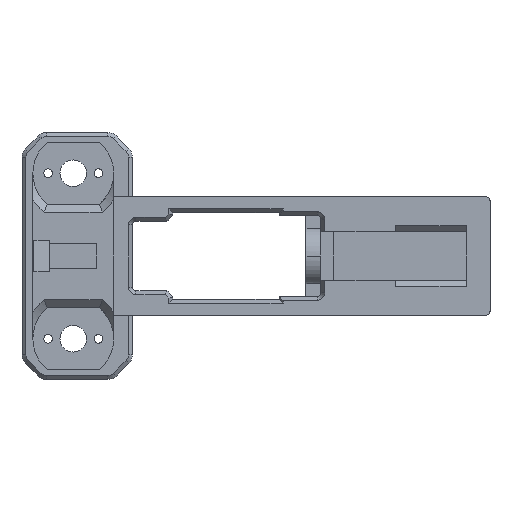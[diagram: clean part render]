
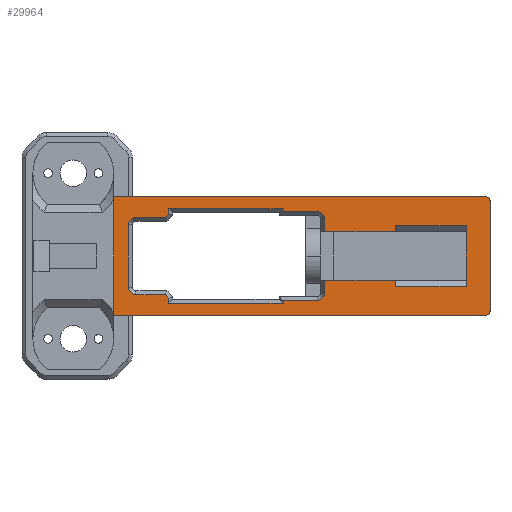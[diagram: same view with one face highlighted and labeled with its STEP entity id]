
A CAD part, front view. The second image highlights one B-rep face of the part: STEP entity #29964.
In plain terms, the highlighted planar face has unit normal (0, -1, 0).
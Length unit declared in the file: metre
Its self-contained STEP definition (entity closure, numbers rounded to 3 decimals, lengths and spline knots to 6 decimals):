
#874=CIRCLE('',#31680,0.001);
#875=CIRCLE('',#31681,0.001);
#876=CIRCLE('',#31682,0.0019);
#877=CIRCLE('',#31683,0.0019);
#878=CIRCLE('',#31684,0.0019);
#879=CIRCLE('',#31685,0.0019);
#2701=ORIENTED_EDGE('',*,*,#10912,.T.);
#2702=ORIENTED_EDGE('',*,*,#10965,.F.);
#2703=ORIENTED_EDGE('',*,*,#10966,.F.);
#2704=ORIENTED_EDGE('',*,*,#10967,.T.);
#2705=ORIENTED_EDGE('',*,*,#10901,.F.);
#2706=ORIENTED_EDGE('',*,*,#10063,.T.);
#2707=ORIENTED_EDGE('',*,*,#10968,.F.);
#2708=ORIENTED_EDGE('',*,*,#10969,.F.);
#2709=ORIENTED_EDGE('',*,*,#10970,.T.);
#2710=ORIENTED_EDGE('',*,*,#10971,.T.);
#2711=ORIENTED_EDGE('',*,*,#10972,.T.);
#2712=ORIENTED_EDGE('',*,*,#10973,.T.);
#2713=ORIENTED_EDGE('',*,*,#10974,.T.);
#2714=ORIENTED_EDGE('',*,*,#10975,.T.);
#2715=ORIENTED_EDGE('',*,*,#10976,.T.);
#2716=ORIENTED_EDGE('',*,*,#10977,.T.);
#2717=ORIENTED_EDGE('',*,*,#10978,.T.);
#2718=ORIENTED_EDGE('',*,*,#10979,.T.);
#2719=ORIENTED_EDGE('',*,*,#10980,.T.);
#2720=ORIENTED_EDGE('',*,*,#10981,.T.);
#2721=ORIENTED_EDGE('',*,*,#10982,.T.);
#2722=ORIENTED_EDGE('',*,*,#10983,.T.);
#2723=ORIENTED_EDGE('',*,*,#10984,.T.);
#2724=ORIENTED_EDGE('',*,*,#10985,.T.);
#2725=ORIENTED_EDGE('',*,*,#10986,.T.);
#2726=ORIENTED_EDGE('',*,*,#10987,.T.);
#2727=ORIENTED_EDGE('',*,*,#10988,.T.);
#2728=ORIENTED_EDGE('',*,*,#10989,.T.);
#2729=ORIENTED_EDGE('',*,*,#10990,.F.);
#2730=ORIENTED_EDGE('',*,*,#10991,.T.);
#2731=ORIENTED_EDGE('',*,*,#10992,.T.);
#2732=ORIENTED_EDGE('',*,*,#10993,.F.);
#10063=EDGE_CURVE('',#14525,#14538,#17501,.T.);
#10901=EDGE_CURVE('',#14525,#15085,#17972,.T.);
#10912=EDGE_CURVE('',#14538,#15094,#17979,.T.);
#10965=EDGE_CURVE('',#15123,#15094,#874,.T.);
#10966=EDGE_CURVE('',#15124,#15123,#18004,.T.);
#10967=EDGE_CURVE('',#15124,#15085,#875,.T.);
#10968=EDGE_CURVE('',#15125,#15126,#18005,.T.);
#10969=EDGE_CURVE('',#15127,#15125,#18006,.T.);
#10970=EDGE_CURVE('',#15127,#15128,#18007,.T.);
#10971=EDGE_CURVE('',#15128,#15129,#876,.T.);
#10972=EDGE_CURVE('',#15129,#15130,#18008,.T.);
#10973=EDGE_CURVE('',#15130,#15131,#18009,.T.);
#10974=EDGE_CURVE('',#15131,#15132,#18010,.T.);
#10975=EDGE_CURVE('',#15132,#15133,#18011,.T.);
#10976=EDGE_CURVE('',#15133,#15134,#18012,.T.);
#10977=EDGE_CURVE('',#15134,#15135,#18013,.T.);
#10978=EDGE_CURVE('',#15135,#15136,#877,.T.);
#10979=EDGE_CURVE('',#15136,#15137,#18014,.T.);
#10980=EDGE_CURVE('',#15137,#15138,#878,.T.);
#10981=EDGE_CURVE('',#15138,#15139,#18015,.T.);
#10982=EDGE_CURVE('',#15139,#15140,#18016,.T.);
#10983=EDGE_CURVE('',#15140,#15141,#18017,.T.);
#10984=EDGE_CURVE('',#15141,#15142,#18018,.T.);
#10985=EDGE_CURVE('',#15142,#15143,#18019,.T.);
#10986=EDGE_CURVE('',#15143,#15144,#18020,.T.);
#10987=EDGE_CURVE('',#15144,#15145,#879,.T.);
#10988=EDGE_CURVE('',#15145,#15146,#18021,.T.);
#10989=EDGE_CURVE('',#15146,#15147,#18022,.T.);
#10990=EDGE_CURVE('',#15148,#15147,#18023,.T.);
#10991=EDGE_CURVE('',#15148,#15149,#18024,.T.);
#10992=EDGE_CURVE('',#15149,#15150,#18025,.T.);
#10993=EDGE_CURVE('',#15126,#15150,#18026,.T.);
#14525=VERTEX_POINT('',#40449);
#14538=VERTEX_POINT('',#40483);
#15085=VERTEX_POINT('',#44661);
#15094=VERTEX_POINT('',#44687);
#15123=VERTEX_POINT('',#44819);
#15124=VERTEX_POINT('',#44821);
#15125=VERTEX_POINT('',#44824);
#15126=VERTEX_POINT('',#44825);
#15127=VERTEX_POINT('',#44827);
#15128=VERTEX_POINT('',#44829);
#15129=VERTEX_POINT('',#44831);
#15130=VERTEX_POINT('',#44833);
#15131=VERTEX_POINT('',#44835);
#15132=VERTEX_POINT('',#44837);
#15133=VERTEX_POINT('',#44839);
#15134=VERTEX_POINT('',#44841);
#15135=VERTEX_POINT('',#44843);
#15136=VERTEX_POINT('',#44845);
#15137=VERTEX_POINT('',#44847);
#15138=VERTEX_POINT('',#44849);
#15139=VERTEX_POINT('',#44851);
#15140=VERTEX_POINT('',#44853);
#15141=VERTEX_POINT('',#44855);
#15142=VERTEX_POINT('',#44857);
#15143=VERTEX_POINT('',#44859);
#15144=VERTEX_POINT('',#44861);
#15145=VERTEX_POINT('',#44863);
#15146=VERTEX_POINT('',#44865);
#15147=VERTEX_POINT('',#44867);
#15148=VERTEX_POINT('',#44869);
#15149=VERTEX_POINT('',#44871);
#15150=VERTEX_POINT('',#44873);
#17501=LINE('',#40484,#21302);
#17972=LINE('',#44660,#21773);
#17979=LINE('',#44688,#21780);
#18004=LINE('',#44820,#21805);
#18005=LINE('',#44823,#21806);
#18006=LINE('',#44826,#21807);
#18007=LINE('',#44828,#21808);
#18008=LINE('',#44832,#21809);
#18009=LINE('',#44834,#21810);
#18010=LINE('',#44836,#21811);
#18011=LINE('',#44838,#21812);
#18012=LINE('',#44840,#21813);
#18013=LINE('',#44842,#21814);
#18014=LINE('',#44846,#21815);
#18015=LINE('',#44850,#21816);
#18016=LINE('',#44852,#21817);
#18017=LINE('',#44854,#21818);
#18018=LINE('',#44856,#21819);
#18019=LINE('',#44858,#21820);
#18020=LINE('',#44860,#21821);
#18021=LINE('',#44864,#21822);
#18022=LINE('',#44866,#21823);
#18023=LINE('',#44868,#21824);
#18024=LINE('',#44870,#21825);
#18025=LINE('',#44872,#21826);
#18026=LINE('',#44874,#21827);
#21302=VECTOR('',#33108,1.);
#21773=VECTOR('',#34347,1.);
#21780=VECTOR('',#34360,1.);
#21805=VECTOR('',#34469,1.);
#21806=VECTOR('',#34472,1.);
#21807=VECTOR('',#34473,1.);
#21808=VECTOR('',#34474,1.);
#21809=VECTOR('',#34477,1.);
#21810=VECTOR('',#34478,1.);
#21811=VECTOR('',#34479,1.);
#21812=VECTOR('',#34480,1.);
#21813=VECTOR('',#34481,1.);
#21814=VECTOR('',#34482,1.);
#21815=VECTOR('',#34485,1.);
#21816=VECTOR('',#34488,1.);
#21817=VECTOR('',#34489,1.);
#21818=VECTOR('',#34490,1.);
#21819=VECTOR('',#34491,1.);
#21820=VECTOR('',#34492,1.);
#21821=VECTOR('',#34493,1.);
#21822=VECTOR('',#34496,1.);
#21823=VECTOR('',#34497,1.);
#21824=VECTOR('',#34498,1.);
#21825=VECTOR('',#34499,1.);
#21826=VECTOR('',#34500,1.);
#21827=VECTOR('',#34501,1.);
#25385=EDGE_LOOP('',(#2701,#2702,#2703,#2704,#2705,#2706));
#25386=EDGE_LOOP('',(#2707,#2708,#2709,#2710,#2711,#2712,#2713,#2714,#2715,
#2716,#2717,#2718,#2719,#2720,#2721,#2722,#2723,#2724,#2725,#2726,#2727,
#2728,#2729,#2730,#2731,#2732));
#27052=FACE_BOUND('',#25385,.T.);
#27053=FACE_BOUND('',#25386,.T.);
#28534=PLANE('',#31679);
#29964=ADVANCED_FACE('',(#27052,#27053),#28534,.T.);
#31679=AXIS2_PLACEMENT_3D('',#44817,#34465,#34466);
#31680=AXIS2_PLACEMENT_3D('',#44818,#34467,#34468);
#31681=AXIS2_PLACEMENT_3D('',#44822,#34470,#34471);
#31682=AXIS2_PLACEMENT_3D('',#44830,#34475,#34476);
#31683=AXIS2_PLACEMENT_3D('',#44844,#34483,#34484);
#31684=AXIS2_PLACEMENT_3D('',#44848,#34486,#34487);
#31685=AXIS2_PLACEMENT_3D('',#44862,#34494,#34495);
#33108=DIRECTION('',(0.,0.,-1.));
#34347=DIRECTION('',(1.,0.,0.));
#34360=DIRECTION('',(1.,0.,0.));
#34465=DIRECTION('',(0.,-1.,0.));
#34466=DIRECTION('',(0.,0.,-1.));
#34467=DIRECTION('',(0.,1.,0.));
#34468=DIRECTION('',(0.,0.,-1.));
#34469=DIRECTION('',(0.,0.,-1.));
#34470=DIRECTION('',(0.,-1.,0.));
#34471=DIRECTION('',(0.,0.,-1.));
#34472=DIRECTION('',(0.,0.,-1.));
#34473=DIRECTION('',(1.,0.,0.));
#34474=DIRECTION('',(0.,0.,-1.));
#34475=DIRECTION('',(0.,1.,0.));
#34476=DIRECTION('',(0.,0.,-1.));
#34477=DIRECTION('',(-1.,0.,0.));
#34478=DIRECTION('',(0.,0.,-1.));
#34479=DIRECTION('',(-1.,0.,0.));
#34480=DIRECTION('',(0.,0.,1.));
#34481=DIRECTION('',(-0.707,0.,0.707));
#34482=DIRECTION('',(-1.,0.,0.));
#34483=DIRECTION('',(0.,1.,0.));
#34484=DIRECTION('',(0.,0.,-1.));
#34485=DIRECTION('',(0.,0.,1.));
#34486=DIRECTION('',(0.,1.,0.));
#34487=DIRECTION('',(0.,0.,-1.));
#34488=DIRECTION('',(1.,0.,0.));
#34489=DIRECTION('',(0.707,0.,0.707));
#34490=DIRECTION('',(0.,0.,1.));
#34491=DIRECTION('',(1.,0.,0.));
#34492=DIRECTION('',(0.,0.,-1.));
#34493=DIRECTION('',(1.,0.,0.));
#34494=DIRECTION('',(0.,1.,0.));
#34495=DIRECTION('',(0.,0.,-1.));
#34496=DIRECTION('',(0.,0.,-1.));
#34497=DIRECTION('',(1.,0.,0.));
#34498=DIRECTION('',(0.,0.,-1.));
#34499=DIRECTION('',(1.,0.,0.));
#34500=DIRECTION('',(0.,0.,-1.));
#34501=DIRECTION('',(1.,0.,0.));
#40449=CARTESIAN_POINT('',(0.0055,-0.0115,0.015));
#40483=CARTESIAN_POINT('',(0.0055,-0.0115,-0.015));
#40484=CARTESIAN_POINT('',(0.0055,-0.0115,0.));
#44660=CARTESIAN_POINT('',(0.,-0.0115,0.015));
#44661=CARTESIAN_POINT('',(0.1,-0.0115,0.015));
#44687=CARTESIAN_POINT('',(0.1,-0.0115,-0.015));
#44688=CARTESIAN_POINT('',(0.,-0.0115,-0.015));
#44817=CARTESIAN_POINT('',(0.,-0.0115,0.));
#44818=CARTESIAN_POINT('',(0.1,-0.0115,-0.014));
#44819=CARTESIAN_POINT('',(0.101,-0.0115,-0.014));
#44820=CARTESIAN_POINT('',(0.101,-0.0115,0.));
#44821=CARTESIAN_POINT('',(0.101,-0.0115,0.014));
#44822=CARTESIAN_POINT('',(0.1,-0.0115,0.014));
#44823=CARTESIAN_POINT('',(0.077,-0.0115,0.));
#44824=CARTESIAN_POINT('',(0.077,-0.0115,-0.006125));
#44825=CARTESIAN_POINT('',(0.077,-0.0115,-0.007723));
#44826=CARTESIAN_POINT('',(0.,-0.0115,-0.006125));
#44827=CARTESIAN_POINT('',(0.05905,-0.0115,-0.006125));
#44828=CARTESIAN_POINT('',(0.05905,-0.0115,0.));
#44829=CARTESIAN_POINT('',(0.05905,-0.0115,-0.009375));
#44830=CARTESIAN_POINT('',(0.05715,-0.0115,-0.009375));
#44831=CARTESIAN_POINT('',(0.05715,-0.0115,-0.011275));
#44832=CARTESIAN_POINT('',(0.,-0.0115,-0.011275));
#44833=CARTESIAN_POINT('',(0.048484,-0.0115,-0.011275));
#44834=CARTESIAN_POINT('',(0.048484,-0.0115,-0.011));
#44835=CARTESIAN_POINT('',(0.048484,-0.0115,-0.012));
#44836=CARTESIAN_POINT('',(0.020484,-0.0115,-0.012));
#44837=CARTESIAN_POINT('',(0.019484,-0.0115,-0.012));
#44838=CARTESIAN_POINT('',(0.019484,-0.0115,0.));
#44839=CARTESIAN_POINT('',(0.019484,-0.0115,-0.010689));
#44840=CARTESIAN_POINT('',(0.004398,-0.0115,0.004398));
#44841=CARTESIAN_POINT('',(0.018595,-0.0115,-0.0098));
#44842=CARTESIAN_POINT('',(0.01115,-0.0115,-0.0098));
#44843=CARTESIAN_POINT('',(0.01115,-0.0115,-0.0098));
#44844=CARTESIAN_POINT('',(0.01115,-0.0115,-0.0079));
#44845=CARTESIAN_POINT('',(0.00925,-0.0115,-0.0079));
#44846=CARTESIAN_POINT('',(0.00925,-0.0115,0.));
#44847=CARTESIAN_POINT('',(0.00925,-0.0115,0.0079));
#44848=CARTESIAN_POINT('',(0.01115,-0.0115,0.0079));
#44849=CARTESIAN_POINT('',(0.01115,-0.0115,0.0098));
#44850=CARTESIAN_POINT('',(0.,-0.0115,0.0098));
#44851=CARTESIAN_POINT('',(0.018595,-0.0115,0.0098));
#44852=CARTESIAN_POINT('',(0.004398,-0.0115,-0.004398));
#44853=CARTESIAN_POINT('',(0.019484,-0.0115,0.010689));
#44854=CARTESIAN_POINT('',(0.019484,-0.0115,0.));
#44855=CARTESIAN_POINT('',(0.019484,-0.0115,0.012));
#44856=CARTESIAN_POINT('',(0.,-0.0115,0.012));
#44857=CARTESIAN_POINT('',(0.048484,-0.0115,0.012));
#44858=CARTESIAN_POINT('',(0.048484,-0.0115,0.010275));
#44859=CARTESIAN_POINT('',(0.048484,-0.0115,0.011275));
#44860=CARTESIAN_POINT('',(0.,-0.0115,0.011275));
#44861=CARTESIAN_POINT('',(0.05715,-0.0115,0.011275));
#44862=CARTESIAN_POINT('',(0.05715,-0.0115,0.009375));
#44863=CARTESIAN_POINT('',(0.05905,-0.0115,0.009375));
#44864=CARTESIAN_POINT('',(0.05905,-0.0115,0.));
#44865=CARTESIAN_POINT('',(0.05905,-0.0115,0.006125));
#44866=CARTESIAN_POINT('',(0.,-0.0115,0.006125));
#44867=CARTESIAN_POINT('',(0.077,-0.0115,0.006125));
#44868=CARTESIAN_POINT('',(0.077,-0.0115,0.));
#44869=CARTESIAN_POINT('',(0.077,-0.0115,0.007723));
#44870=CARTESIAN_POINT('',(0.,-0.0115,0.007723));
#44871=CARTESIAN_POINT('',(0.095,-0.0115,0.007723));
#44872=CARTESIAN_POINT('',(0.095,-0.0115,0.));
#44873=CARTESIAN_POINT('',(0.095,-0.0115,-0.007723));
#44874=CARTESIAN_POINT('',(0.071,-0.0115,-0.007723));
